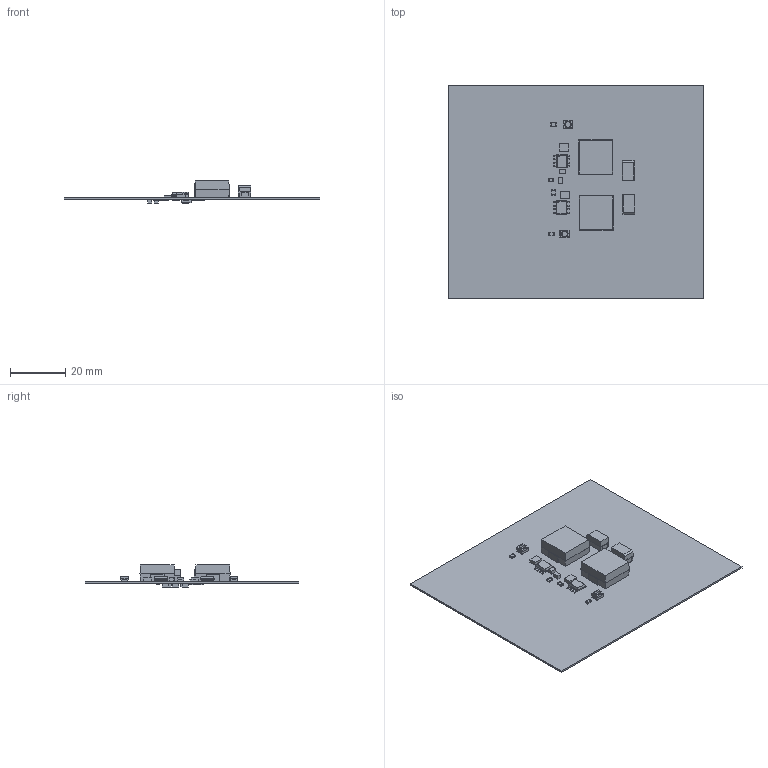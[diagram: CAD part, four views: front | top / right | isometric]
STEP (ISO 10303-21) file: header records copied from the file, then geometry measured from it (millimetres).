
FILE_DESCRIPTION(('Open CASCADE Model'),'2;1');
FILE_NAME('Open CASCADE Shape Model','2019-11-27T15:48:52',('Author'),( 'Open CASCADE'),'Open CASCADE STEP processor 6.8','Open CASCADE 6.8' ,'Unknown');
FILE_SCHEMA(('AUTOMOTIVE_DESIGN { 1 0 10303 214 1 1 1 1 }'));
Length unit declared in the file: millimetre
Products named in the file (69): PCB; Board; Open CASCADE STEP translator 6.8 3.1.1; C3; 6313499744; Extruded; R14; User_Library-CR2012-0805; R16; R15; R13; R12; R11; R10; R9; R8; R7; R6; R5; R4; R3; R2; R1; Q2; 5880267536; Body; PinsArrayLR; Q1; LED2; WL-SMTW_3528; housing; cover; base; LED1; L2; 5880282896; Chamfer; FilletPin1; FilletPin2; L1 ...
Assembly tree (92 placements, depth 4):
  PCB
    Board
      Open CASCADE STEP translator 6.8 3.1.1
    C3
      6313499744
        Extruded
    R14
      User_Library-CR2012-0805
    R16
      User_Library-CR2012-0805
    R15
      User_Library-CR2012-0805
    R13
      User_Library-CR2012-0805
    R12
      User_Library-CR2012-0805
    R11
      User_Library-CR2012-0805
    R10
      User_Library-CR2012-0805
    R9
      User_Library-CR2012-0805
    R8
      User_Library-CR2012-0805
    R7
      User_Library-CR2012-0805
    R6
      User_Library-CR2012-0805
    R5
      User_Library-CR2012-0805
    R4
      User_Library-CR2012-0805
    R3
      User_Library-CR2012-0805
    R2
      User_Library-CR2012-0805
    R1
      User_Library-CR2012-0805
    Q2
      5880267536
        Body
        PinsArrayLR
    Q1
      5880267536
        Body
        PinsArrayLR
    LED2
      WL-SMTW_3528
        housing
        cover
        base  x2
    LED1
      WL-SMTW_3528
        housing
        cover
        base  x2
    L2
      5880282896
        Chamfer
        FilletPin1
Bounding box: 92.71 x 77.47 x 8.02 mm (x, y, z)
Volume: 6683.6 mm3; surface area: 17188.2 mm2
Topology: 113 solids, 113 shells, 1282 faces, 3076 edges, 2024 vertices
Faces by surface type: plane 1160, cylinder 120, cone 2
Full cylindrical faces by diameter (mm): 0.487 x2, 0.8 x2
Entity records: 13806 total; most frequent: CARTESIAN_POINT 2129, DIRECTION 2111, ORIENTED_EDGE 1966, EDGE_CURVE 983, LINE 863, VECTOR 863, VERTEX_POINT 638, AXIS2_PLACEMENT_3D 624
